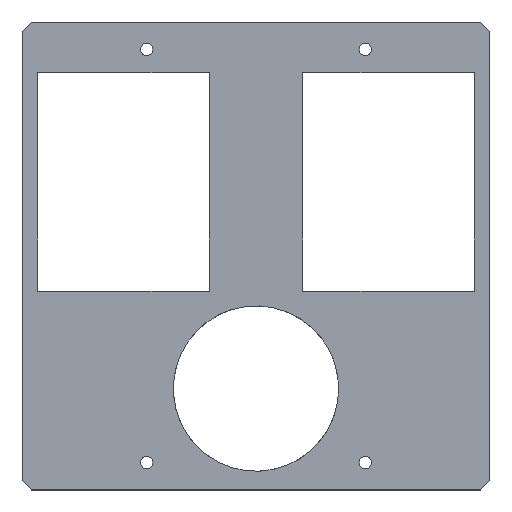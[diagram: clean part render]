
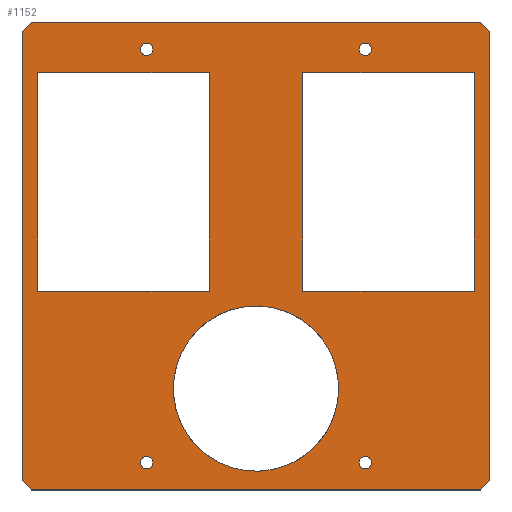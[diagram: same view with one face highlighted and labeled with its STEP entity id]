
A CAD part, top view. The second image highlights one B-rep face of the part: STEP entity #1152.
In plain terms, the highlighted planar face has unit normal (0, 0, 1).
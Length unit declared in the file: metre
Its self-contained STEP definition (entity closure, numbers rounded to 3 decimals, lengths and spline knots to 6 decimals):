
#38=CIRCLE('',#1241,0.0265);
#39=CIRCLE('',#1242,0.002);
#40=CIRCLE('',#1243,0.002);
#41=CIRCLE('',#1244,0.002);
#42=CIRCLE('',#1245,0.002);
#143=ORIENTED_EDGE('',*,*,#465,.F.);
#144=ORIENTED_EDGE('',*,*,#466,.F.);
#145=ORIENTED_EDGE('',*,*,#467,.F.);
#146=ORIENTED_EDGE('',*,*,#468,.T.);
#147=ORIENTED_EDGE('',*,*,#469,.T.);
#148=ORIENTED_EDGE('',*,*,#470,.F.);
#149=ORIENTED_EDGE('',*,*,#471,.F.);
#150=ORIENTED_EDGE('',*,*,#472,.F.);
#151=ORIENTED_EDGE('',*,*,#473,.F.);
#152=ORIENTED_EDGE('',*,*,#474,.F.);
#153=ORIENTED_EDGE('',*,*,#475,.T.);
#154=ORIENTED_EDGE('',*,*,#476,.F.);
#155=ORIENTED_EDGE('',*,*,#477,.T.);
#156=ORIENTED_EDGE('',*,*,#478,.F.);
#157=ORIENTED_EDGE('',*,*,#479,.T.);
#158=ORIENTED_EDGE('',*,*,#480,.T.);
#159=ORIENTED_EDGE('',*,*,#481,.T.);
#160=ORIENTED_EDGE('',*,*,#394,.T.);
#161=ORIENTED_EDGE('',*,*,#482,.T.);
#162=ORIENTED_EDGE('',*,*,#483,.F.);
#163=ORIENTED_EDGE('',*,*,#484,.F.);
#394=EDGE_CURVE('',#559,#558,#666,.T.);
#465=EDGE_CURVE('',#622,#622,#38,.T.);
#466=EDGE_CURVE('',#623,#624,#727,.T.);
#467=EDGE_CURVE('',#625,#623,#728,.T.);
#468=EDGE_CURVE('',#625,#626,#729,.T.);
#469=EDGE_CURVE('',#626,#624,#730,.T.);
#470=EDGE_CURVE('',#627,#627,#39,.T.);
#471=EDGE_CURVE('',#628,#628,#40,.T.);
#472=EDGE_CURVE('',#629,#629,#41,.T.);
#473=EDGE_CURVE('',#630,#630,#42,.T.);
#474=EDGE_CURVE('',#631,#632,#731,.T.);
#475=EDGE_CURVE('',#631,#633,#732,.T.);
#476=EDGE_CURVE('',#634,#633,#733,.T.);
#477=EDGE_CURVE('',#634,#635,#734,.T.);
#478=EDGE_CURVE('',#636,#635,#735,.T.);
#479=EDGE_CURVE('',#636,#637,#736,.T.);
#480=EDGE_CURVE('',#637,#638,#737,.T.);
#481=EDGE_CURVE('',#638,#632,#738,.T.);
#482=EDGE_CURVE('',#558,#639,#739,.T.);
#483=EDGE_CURVE('',#640,#639,#740,.T.);
#484=EDGE_CURVE('',#559,#640,#741,.T.);
#558=VERTEX_POINT('',#1646);
#559=VERTEX_POINT('',#1648);
#622=VERTEX_POINT('',#1789);
#623=VERTEX_POINT('',#1791);
#624=VERTEX_POINT('',#1792);
#625=VERTEX_POINT('',#1794);
#626=VERTEX_POINT('',#1796);
#627=VERTEX_POINT('',#1799);
#628=VERTEX_POINT('',#1801);
#629=VERTEX_POINT('',#1803);
#630=VERTEX_POINT('',#1805);
#631=VERTEX_POINT('',#1807);
#632=VERTEX_POINT('',#1808);
#633=VERTEX_POINT('',#1810);
#634=VERTEX_POINT('',#1812);
#635=VERTEX_POINT('',#1814);
#636=VERTEX_POINT('',#1816);
#637=VERTEX_POINT('',#1818);
#638=VERTEX_POINT('',#1820);
#639=VERTEX_POINT('',#1823);
#640=VERTEX_POINT('',#1825);
#666=LINE('',#1647,#810);
#727=LINE('',#1790,#871);
#728=LINE('',#1793,#872);
#729=LINE('',#1795,#873);
#730=LINE('',#1797,#874);
#731=LINE('',#1806,#875);
#732=LINE('',#1809,#876);
#733=LINE('',#1811,#877);
#734=LINE('',#1813,#878);
#735=LINE('',#1815,#879);
#736=LINE('',#1817,#880);
#737=LINE('',#1819,#881);
#738=LINE('',#1821,#882);
#739=LINE('',#1822,#883);
#740=LINE('',#1824,#884);
#741=LINE('',#1826,#885);
#810=VECTOR('',#1329,1.);
#871=VECTOR('',#1426,1.);
#872=VECTOR('',#1427,1.);
#873=VECTOR('',#1428,1.);
#874=VECTOR('',#1429,1.);
#875=VECTOR('',#1438,1.);
#876=VECTOR('',#1439,1.);
#877=VECTOR('',#1440,1.);
#878=VECTOR('',#1441,1.);
#879=VECTOR('',#1442,1.);
#880=VECTOR('',#1443,1.);
#881=VECTOR('',#1444,1.);
#882=VECTOR('',#1445,1.);
#883=VECTOR('',#1446,1.);
#884=VECTOR('',#1447,1.);
#885=VECTOR('',#1448,1.);
#954=EDGE_LOOP('',(#143));
#955=EDGE_LOOP('',(#144,#145,#146,#147));
#956=EDGE_LOOP('',(#148));
#957=EDGE_LOOP('',(#149));
#958=EDGE_LOOP('',(#150));
#959=EDGE_LOOP('',(#151));
#960=EDGE_LOOP('',(#152,#153,#154,#155,#156,#157,#158,#159));
#961=EDGE_LOOP('',(#160,#161,#162,#163));
#1032=FACE_BOUND('',#954,.T.);
#1033=FACE_BOUND('',#955,.T.);
#1034=FACE_BOUND('',#956,.T.);
#1035=FACE_BOUND('',#957,.T.);
#1036=FACE_BOUND('',#958,.T.);
#1037=FACE_BOUND('',#959,.T.);
#1038=FACE_BOUND('',#960,.T.);
#1039=FACE_BOUND('',#961,.T.);
#1103=PLANE('',#1240);
#1152=ADVANCED_FACE('',(#1032,#1033,#1034,#1035,#1036,#1037,#1038,#1039),
#1103,.T.);
#1240=AXIS2_PLACEMENT_3D('',#1787,#1422,#1423);
#1241=AXIS2_PLACEMENT_3D('',#1788,#1424,#1425);
#1242=AXIS2_PLACEMENT_3D('',#1798,#1430,#1431);
#1243=AXIS2_PLACEMENT_3D('',#1800,#1432,#1433);
#1244=AXIS2_PLACEMENT_3D('',#1802,#1434,#1435);
#1245=AXIS2_PLACEMENT_3D('',#1804,#1436,#1437);
#1329=DIRECTION('',(-1.,0.,0.));
#1422=DIRECTION('',(0.,0.,1.));
#1423=DIRECTION('',(1.,0.,0.));
#1424=DIRECTION('',(0.,0.,1.));
#1425=DIRECTION('',(1.,0.,0.));
#1426=DIRECTION('',(0.,1.,0.));
#1427=DIRECTION('',(1.,0.,0.));
#1428=DIRECTION('',(0.,1.,0.));
#1429=DIRECTION('',(1.,0.,0.));
#1430=DIRECTION('',(0.,0.,1.));
#1431=DIRECTION('',(1.,0.,0.));
#1432=DIRECTION('',(0.,0.,1.));
#1433=DIRECTION('',(1.,0.,0.));
#1434=DIRECTION('',(0.,0.,1.));
#1435=DIRECTION('',(1.,0.,0.));
#1436=DIRECTION('',(0.,0.,1.));
#1437=DIRECTION('',(1.,0.,0.));
#1438=DIRECTION('',(-0.707,-0.707,0.));
#1439=DIRECTION('',(0.,1.,0.));
#1440=DIRECTION('',(0.707,-0.707,0.));
#1441=DIRECTION('',(-1.,0.,0.));
#1442=DIRECTION('',(0.707,0.707,0.));
#1443=DIRECTION('',(0.,-1.,0.));
#1444=DIRECTION('',(0.707,-0.707,0.));
#1445=DIRECTION('',(1.,0.,0.));
#1446=DIRECTION('',(0.,1.,0.));
#1447=DIRECTION('',(-1.,0.,0.));
#1448=DIRECTION('',(0.,1.,0.));
#1646=CARTESIAN_POINT('',(0.015,-0.01125,0.024));
#1647=CARTESIAN_POINT('',(0.,-0.01125,0.024));
#1648=CARTESIAN_POINT('',(0.07,-0.01125,0.024));
#1787=CARTESIAN_POINT('',(0.,0.,0.024));
#1788=CARTESIAN_POINT('',(0.,-0.0425,0.024));
#1789=CARTESIAN_POINT('',(0.0265,-0.0425,0.024));
#1790=CARTESIAN_POINT('',(-0.015,0.,0.024));
#1791=CARTESIAN_POINT('',(-0.015,-0.01125,0.024));
#1792=CARTESIAN_POINT('',(-0.015,0.05875,0.024));
#1793=CARTESIAN_POINT('',(0.,-0.01125,0.024));
#1794=CARTESIAN_POINT('',(-0.07,-0.01125,0.024));
#1795=CARTESIAN_POINT('',(-0.07,0.,0.024));
#1796=CARTESIAN_POINT('',(-0.07,0.05875,0.024));
#1797=CARTESIAN_POINT('',(0.,0.05875,0.024));
#1798=CARTESIAN_POINT('',(0.035,-0.06625,0.024));
#1799=CARTESIAN_POINT('',(0.037,-0.06625,0.024));
#1800=CARTESIAN_POINT('',(-0.035,-0.06625,0.024));
#1801=CARTESIAN_POINT('',(-0.033,-0.06625,0.024));
#1802=CARTESIAN_POINT('',(0.035,0.06625,0.024));
#1803=CARTESIAN_POINT('',(0.037,0.06625,0.024));
#1804=CARTESIAN_POINT('',(-0.035,0.06625,0.024));
#1805=CARTESIAN_POINT('',(-0.033,0.06625,0.024));
#1806=CARTESIAN_POINT('',(0.0735,-0.0735,0.024));
#1807=CARTESIAN_POINT('',(0.075,-0.072,0.024));
#1808=CARTESIAN_POINT('',(0.072,-0.075,0.024));
#1809=CARTESIAN_POINT('',(0.075,0.069172,0.024));
#1810=CARTESIAN_POINT('',(0.075,0.072,0.024));
#1811=CARTESIAN_POINT('',(0.0735,0.0735,0.024));
#1812=CARTESIAN_POINT('',(0.072,0.075,0.024));
#1813=CARTESIAN_POINT('',(-0.069172,0.075,0.024));
#1814=CARTESIAN_POINT('',(-0.072,0.075,0.024));
#1815=CARTESIAN_POINT('',(-0.0735,0.0735,0.024));
#1816=CARTESIAN_POINT('',(-0.075,0.072,0.024));
#1817=CARTESIAN_POINT('',(-0.075,0.069172,0.024));
#1818=CARTESIAN_POINT('',(-0.075,-0.072,0.024));
#1819=CARTESIAN_POINT('',(-0.0735,-0.0735,0.024));
#1820=CARTESIAN_POINT('',(-0.072,-0.075,0.024));
#1821=CARTESIAN_POINT('',(0.069172,-0.075,0.024));
#1822=CARTESIAN_POINT('',(0.015,0.,0.024));
#1823=CARTESIAN_POINT('',(0.015,0.05875,0.024));
#1824=CARTESIAN_POINT('',(0.,0.05875,0.024));
#1825=CARTESIAN_POINT('',(0.07,0.05875,0.024));
#1826=CARTESIAN_POINT('',(0.07,0.,0.024));
